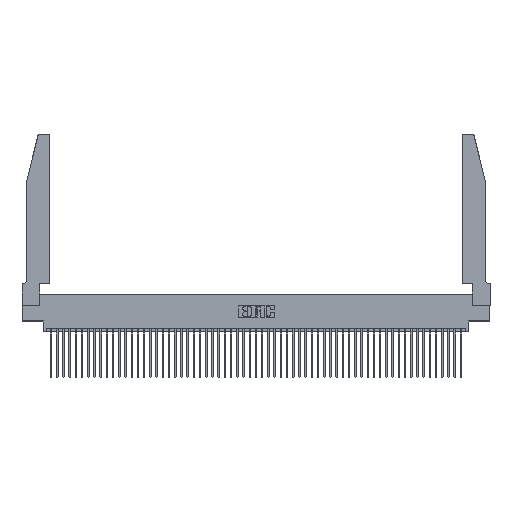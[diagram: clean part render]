
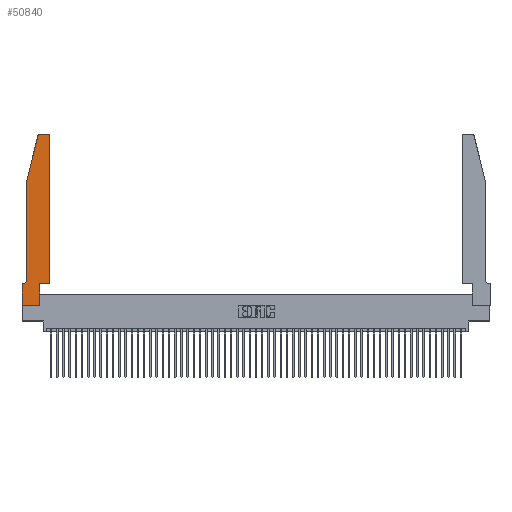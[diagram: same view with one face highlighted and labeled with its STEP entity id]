
A CAD part, top view. The second image highlights one B-rep face of the part: STEP entity #50840.
In plain terms, the highlighted planar face has unit normal (0, 0, 1).
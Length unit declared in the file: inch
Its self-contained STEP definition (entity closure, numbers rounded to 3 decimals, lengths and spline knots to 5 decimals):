
#33 = CIRCLE ( 'NONE', #49943, 0.03 ) ;
#129 = EDGE_CURVE ( 'NONE', #4462, #328, #50401, .T. ) ;
#328 = VERTEX_POINT ( 'NONE', #1885 ) ;
#1885 = CARTESIAN_POINT ( 'NONE',  ( 0.4205, 2.75, 0.37 ) ) ;
#2292 = VERTEX_POINT ( 'NONE', #35628 ) ;
#2382 = DIRECTION ( 'NONE',  ( 0., -1., 0. ) ) ;
#2878 = ORIENTED_EDGE ( 'NONE', *, *, #18605, .T. ) ;
#4093 = EDGE_LOOP ( 'NONE', ( #2878, #39280, #9281, #4169, #7252, #17287, #14476, #52365, #9956, #5824, #29158, #30285 ) ) ;
#4169 = ORIENTED_EDGE ( 'NONE', *, *, #22856, .T. ) ;
#4462 = VERTEX_POINT ( 'NONE', #30252 ) ;
#4720 = CARTESIAN_POINT ( 'NONE',  ( 0.4205, 2.72, 0.37 ) ) ;
#5444 = EDGE_CURVE ( 'NONE', #37927, #50132, #39125, .T. ) ;
#5477 = DIRECTION ( 'NONE',  ( 0., 1., 0. ) ) ;
#5824 = ORIENTED_EDGE ( 'NONE', *, *, #10948, .T. ) ;
#6537 = CARTESIAN_POINT ( 'NONE',  ( 0.4505, 0.35, 0.37 ) ) ;
#6943 = LINE ( 'NONE', #24795, #33666 ) ;
#7252 = ORIENTED_EDGE ( 'NONE', *, *, #5444, .T. ) ;
#9281 = ORIENTED_EDGE ( 'NONE', *, *, #45069, .T. ) ;
#9791 = FACE_OUTER_BOUND ( 'NONE', #4093, .T. ) ;
#9956 = ORIENTED_EDGE ( 'NONE', *, *, #45604, .T. ) ;
#10126 = VECTOR ( 'NONE', #13000, 39.37008 ) ;
#10560 = CARTESIAN_POINT ( 'NONE',  ( 0.0055, 0.35, 0.37 ) ) ;
#10948 = EDGE_CURVE ( 'NONE', #35464, #46671, #45104, .T. ) ;
#11050 = CARTESIAN_POINT ( 'NONE',  ( 0.25487, 2.72718, 0.37 ) ) ;
#13000 = DIRECTION ( 'NONE',  ( -1., 0., 0. ) ) ;
#14476 = ORIENTED_EDGE ( 'NONE', *, *, #23494, .T. ) ;
#15079 = CARTESIAN_POINT ( 'NONE',  ( 0., 0., 0.37 ) ) ;
#15829 = CARTESIAN_POINT ( 'NONE',  ( 0., 0., 0.37 ) ) ;
#15981 = LINE ( 'NONE', #21191, #10126 ) ;
#16601 = DIRECTION ( 'NONE',  ( 1., 0., 0. ) ) ;
#16868 = CARTESIAN_POINT ( 'NONE',  ( 0.0055, 0.42, 0.37 ) ) ;
#17287 = ORIENTED_EDGE ( 'NONE', *, *, #37019, .T. ) ;
#17606 = VECTOR ( 'NONE', #36588, 39.37008 ) ;
#17787 = CARTESIAN_POINT ( 'NONE',  ( 0.4505, 0.35, 0.37 ) ) ;
#17847 = DIRECTION ( 'NONE',  ( 1., 0., 0. ) ) ;
#18309 = VERTEX_POINT ( 'NONE', #11050 ) ;
#18605 = EDGE_CURVE ( 'NONE', #328, #52848, #15981, .T. ) ;
#18791 = CARTESIAN_POINT ( 'NONE',  ( 0., 0.35, 0.37 ) ) ;
#18967 = VECTOR ( 'NONE', #2382, 39.37008 ) ;
#19315 = CARTESIAN_POINT ( 'NONE',  ( 0.0755, 2., 0.37 ) ) ;
#20102 = LINE ( 'NONE', #17787, #31213 ) ;
#21191 = CARTESIAN_POINT ( 'NONE',  ( 0.2605, 2.75, 0.37 ) ) ;
#21570 = VERTEX_POINT ( 'NONE', #44311 ) ;
#22138 = DIRECTION ( 'NONE',  ( -1., 0., 0. ) ) ;
#22336 = DIRECTION ( 'NONE',  ( 0., 1., 0. ) ) ;
#22856 = EDGE_CURVE ( 'NONE', #2292, #37927, #52385, .T. ) ;
#23345 = DIRECTION ( 'NONE',  ( 1., 0., 0. ) ) ;
#23494 = EDGE_CURVE ( 'NONE', #33580, #47761, #30662, .T. ) ;
#23519 = DIRECTION ( 'NONE',  ( 0., 0., 1. ) ) ;
#23522 = CARTESIAN_POINT ( 'NONE',  ( 0.0755, 0.42, 0.37 ) ) ;
#24768 = DIRECTION ( 'NONE',  ( 0., 0., 1. ) ) ;
#24795 = CARTESIAN_POINT ( 'NONE',  ( 0.2865, 0.35, 0.37 ) ) ;
#29158 = ORIENTED_EDGE ( 'NONE', *, *, #38978, .T. ) ;
#30252 = CARTESIAN_POINT ( 'NONE',  ( 0.4505, 2.72, 0.37 ) ) ;
#30285 = ORIENTED_EDGE ( 'NONE', *, *, #129, .T. ) ;
#30662 = LINE ( 'NONE', #15079, #17606 ) ;
#30749 = LINE ( 'NONE', #38000, #53732 ) ;
#31213 = VECTOR ( 'NONE', #22336, 39.37008 ) ;
#32039 = AXIS2_PLACEMENT_3D ( 'NONE', #18791, #23519, #52468 ) ;
#32633 = AXIS2_PLACEMENT_3D ( 'NONE', #16868, #37145, #50007 ) ;
#33416 = LINE ( 'NONE', #42835, #36671 ) ;
#33580 = VERTEX_POINT ( 'NONE', #50021 ) ;
#33666 = VECTOR ( 'NONE', #5477, 39.37008 ) ;
#33793 = DIRECTION ( 'NONE',  ( -0.239, -0.971, 0. ) ) ;
#35464 = VERTEX_POINT ( 'NONE', #40152 ) ;
#35628 = CARTESIAN_POINT ( 'NONE',  ( 0.0755, 2., 0.37 ) ) ;
#36588 = DIRECTION ( 'NONE',  ( 0., -1., 0. ) ) ;
#36671 = VECTOR ( 'NONE', #22138, 39.37008 ) ;
#37019 = EDGE_CURVE ( 'NONE', #50132, #33580, #33416, .T. ) ;
#37145 = DIRECTION ( 'NONE',  ( 0., 0., -1. ) ) ;
#37927 = VERTEX_POINT ( 'NONE', #23522 ) ;
#38000 = CARTESIAN_POINT ( 'NONE',  ( 0.0755, 2., 0.37 ) ) ;
#38978 = EDGE_CURVE ( 'NONE', #46671, #4462, #20102, .T. ) ;
#39125 = CIRCLE ( 'NONE', #32633, 0.07 ) ;
#39280 = ORIENTED_EDGE ( 'NONE', *, *, #50040, .T. ) ;
#40152 = CARTESIAN_POINT ( 'NONE',  ( 0.2865, 0.35, 0.37 ) ) ;
#42835 = CARTESIAN_POINT ( 'NONE',  ( 0.0755, 0.35, 0.37 ) ) ;
#43256 = CARTESIAN_POINT ( 'NONE',  ( 0.284, 2.72, 0.37 ) ) ;
#43692 = AXIS2_PLACEMENT_3D ( 'NONE', #4720, #24768, #16601 ) ;
#44311 = CARTESIAN_POINT ( 'NONE',  ( 0.2865, 0., 0.37 ) ) ;
#44395 = CARTESIAN_POINT ( 'NONE',  ( 0., 0., 0.37 ) ) ;
#44460 = VECTOR ( 'NONE', #48045, 39.37008 ) ;
#45069 = EDGE_CURVE ( 'NONE', #18309, #2292, #30749, .T. ) ;
#45104 = LINE ( 'NONE', #6537, #44460 ) ;
#45235 = CARTESIAN_POINT ( 'NONE',  ( 0.4505, 0.35, 0.37 ) ) ;
#45604 = EDGE_CURVE ( 'NONE', #21570, #35464, #6943, .T. ) ;
#45939 = EDGE_CURVE ( 'NONE', #47761, #21570, #46010, .T. ) ;
#46010 = LINE ( 'NONE', #44395, #52593 ) ;
#46671 = VERTEX_POINT ( 'NONE', #45235 ) ;
#47508 = DIRECTION ( 'NONE',  ( 0., 0., 1. ) ) ;
#47761 = VERTEX_POINT ( 'NONE', #15829 ) ;
#48045 = DIRECTION ( 'NONE',  ( 1., 0., 0. ) ) ;
#49019 = CARTESIAN_POINT ( 'NONE',  ( 0.284, 2.75, 0.37 ) ) ;
#49943 = AXIS2_PLACEMENT_3D ( 'NONE', #43256, #47508, #17847 ) ;
#50007 = DIRECTION ( 'NONE',  ( -1., 0., 0. ) ) ;
#50021 = CARTESIAN_POINT ( 'NONE',  ( 0., 0.35, 0.37 ) ) ;
#50040 = EDGE_CURVE ( 'NONE', #52848, #18309, #33, .T. ) ;
#50132 = VERTEX_POINT ( 'NONE', #10560 ) ;
#50401 = CIRCLE ( 'NONE', #43692, 0.03 ) ;
#50840 = ADVANCED_FACE ( 'NONE', ( #9791 ), #52647, .T. ) ;
#52365 = ORIENTED_EDGE ( 'NONE', *, *, #45939, .T. ) ;
#52385 = LINE ( 'NONE', #19315, #18967 ) ;
#52468 = DIRECTION ( 'NONE',  ( 1., 0., 0. ) ) ;
#52593 = VECTOR ( 'NONE', #23345, 39.37008 ) ;
#52647 = PLANE ( 'NONE',  #32039 ) ;
#52848 = VERTEX_POINT ( 'NONE', #49019 ) ;
#53732 = VECTOR ( 'NONE', #33793, 39.37008 ) ;
